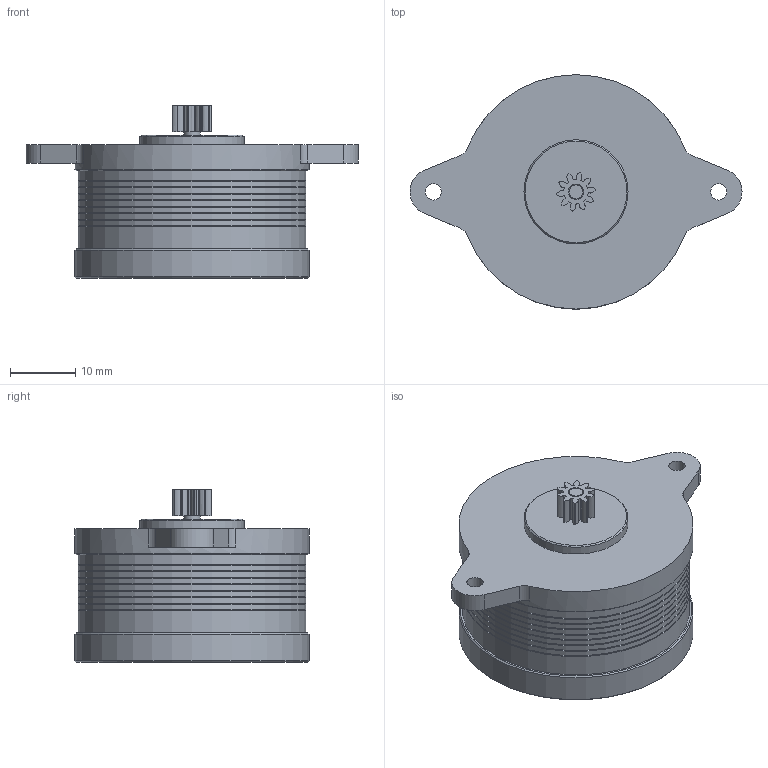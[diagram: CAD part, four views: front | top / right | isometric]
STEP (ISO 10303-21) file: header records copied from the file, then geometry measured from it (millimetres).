
FILE_DESCRIPTION(/* description */ (''),/* implementation_level */ '2;1');
FILE_NAME(/* name */ '36mm Round Pancake Stepper With Spur_v1.step',/* time_stamp */ '2023-05-23T22:33:03-06:00',/* author */ (''),/* organization */ (''),/* preprocessor_version */ 'ST-DEVELOPER v19.2',/* originating_system */ 'Autodesk Translation Framework v12.4.0.73',/* authorisation */ '');
FILE_SCHEMA (('AUTOMOTIVE_DESIGN { 1 0 10303 214 3 1 1 }'));
Length unit declared in the file: millimetre
Products named in the file (1): 36mm Round Pancake Stepper With Spur
Bounding box: 51 x 36 x 26.5 mm (x, y, z)
Volume: 20873.9 mm3; surface area: 5227.5 mm2
Topology: 2 solids, 2 shells, 119 faces, 320 edges, 209 vertices
Faces by surface type: cylinder 42, plane 34, cone 23, bspline 20
Full cylindrical faces by diameter (mm): 2 x1, 2.5 x3, 16 x1, 35 x9, 36 x2
Entity records: 4126 total; most frequent: CARTESIAN_POINT 1069, ORIENTED_EDGE 640, DIRECTION 601, EDGE_CURVE 320, AXIS2_PLACEMENT_3D 221, VERTEX_POINT 209, LINE 159, VECTOR 159
